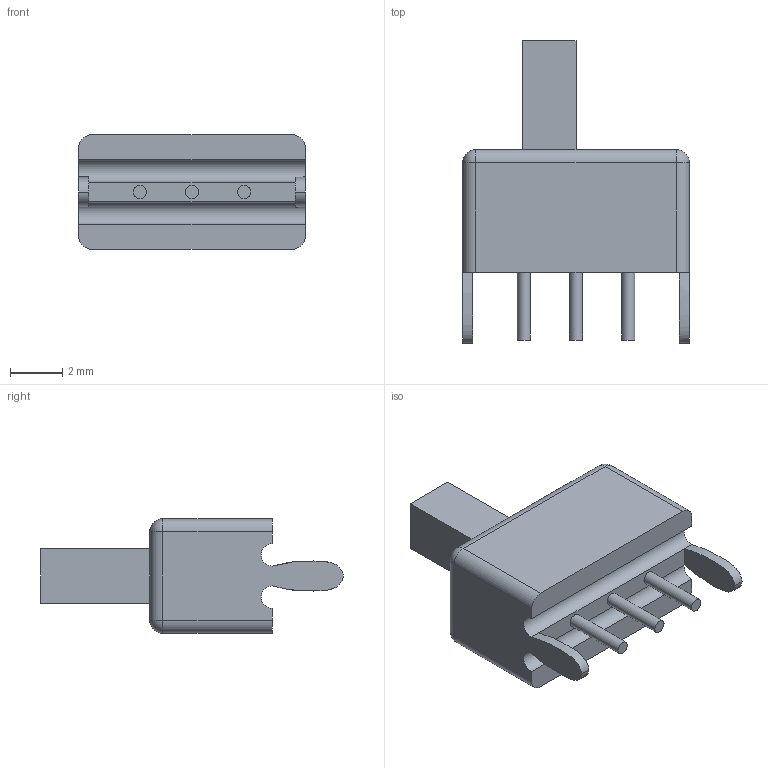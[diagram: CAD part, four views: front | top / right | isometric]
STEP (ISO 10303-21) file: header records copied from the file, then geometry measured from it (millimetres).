
FILE_DESCRIPTION (( 'STEP AP214' ), '1' );
FILE_NAME ('Slide switch.STEP', '2021-01-17T11:49:18', ( 'User Windows' ), ( '' ), 'SwSTEP 2.0', 'SolidWorks 2017', '' );
FILE_SCHEMA (( 'AUTOMOTIVE_DESIGN' ));
Length unit declared in the file: millimetre
Products named in the file (1): Slide switch
Bounding box: 8.7 x 11.62 x 4.39 mm (x, y, z)
Volume: 194 mm3; surface area: 259 mm2
Topology: 1 solids, 1 shells, 39 faces, 87 edges, 50 vertices
Faces by surface type: plane 18, cylinder 13, bspline 4, sphere 4
Full cylindrical faces by diameter (mm): 0.5 x3
Entity records: 1149 total; most frequent: CARTESIAN_POINT 238, DIRECTION 170, ORIENTED_EDGE 160, EDGE_CURVE 80, AXIS2_PLACEMENT_3D 62, VERTEX_POINT 50, VECTOR 46, LINE 46
